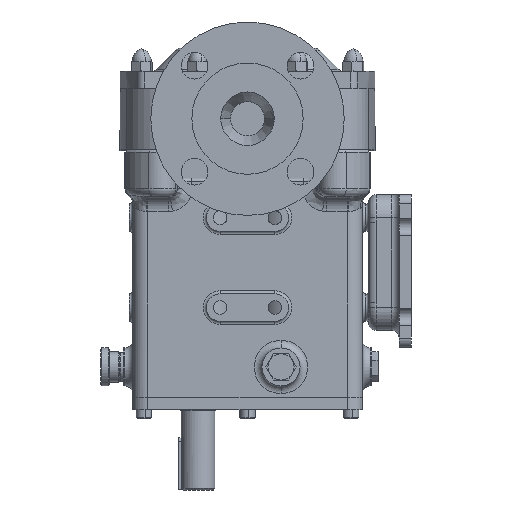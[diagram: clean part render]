
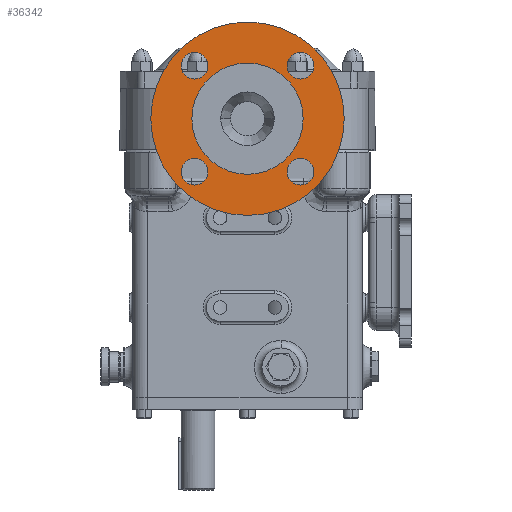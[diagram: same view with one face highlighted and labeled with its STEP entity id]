
A CAD part, left-side view. The second image highlights one B-rep face of the part: STEP entity #36342.
In plain terms, the highlighted face is planar.
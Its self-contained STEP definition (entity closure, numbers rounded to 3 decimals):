
#225 = CARTESIAN_POINT ( 'NONE',  ( -1.5, 0., 0. ) ) ;
#338 = DIRECTION ( 'NONE',  ( 1., 0., 0. ) ) ;
#390 = DIRECTION ( 'NONE',  ( 0., 0., 1. ) ) ;
#683 = VERTEX_POINT ( 'NONE', #39537 ) ;
#911 = DIRECTION ( 'NONE',  ( 0., 0., 1. ) ) ;
#1065 = AXIS2_PLACEMENT_3D ( 'NONE', #15274, #23516, #26066 ) ;
#1310 = EDGE_CURVE ( 'NONE', #15804, #32346, #12279, .T. ) ;
#1556 = CIRCLE ( 'NONE', #13610, 8.75 ) ;
#1631 = CARTESIAN_POINT ( 'NONE',  ( -1.5, 0., 63.5 ) ) ;
#1767 = DIRECTION ( 'NONE',  ( 1., 0., 0. ) ) ;
#1818 = EDGE_CURVE ( 'NONE', #27551, #13647, #23132, .T. ) ;
#1904 = CIRCLE ( 'NONE', #32291, 8.75 ) ;
#2119 = ORIENTED_EDGE ( 'NONE', *, *, #16977, .F. ) ;
#2415 = CARTESIAN_POINT ( 'NONE',  ( -1.5, 0., 0. ) ) ;
#2576 = AXIS2_PLACEMENT_3D ( 'NONE', #38872, #3572, #39284 ) ;
#3235 = FACE_BOUND ( 'NONE', #20556, .T. ) ;
#3555 = DIRECTION ( 'NONE',  ( 1., 0., 0. ) ) ;
#3572 = DIRECTION ( 'NONE',  ( 1., 0., 0. ) ) ;
#3884 = CIRCLE ( 'NONE', #30227, 8.75 ) ;
#4989 = DIRECTION ( 'NONE',  ( 0., 0., 1. ) ) ;
#5251 = CARTESIAN_POINT ( 'NONE',  ( -1.5, 34.79, 43.54 ) ) ;
#5786 = CARTESIAN_POINT ( 'NONE',  ( -1.5, -63.5, 0. ) ) ;
#6209 = FACE_BOUND ( 'NONE', #40119, .T. ) ;
#7103 = CARTESIAN_POINT ( 'NONE',  ( -1.5, -34.79, -34.79 ) ) ;
#7263 = VERTEX_POINT ( 'NONE', #1631 ) ;
#7382 = EDGE_LOOP ( 'NONE', ( #35693, #18236 ) ) ;
#7525 = EDGE_CURVE ( 'NONE', #41092, #25543, #10515, .T. ) ;
#8064 = ORIENTED_EDGE ( 'NONE', *, *, #23917, .F. ) ;
#8983 = FACE_BOUND ( 'NONE', #29746, .T. ) ;
#9383 = DIRECTION ( 'NONE',  ( 0., 0., -1. ) ) ;
#9491 = CARTESIAN_POINT ( 'NONE',  ( -1.5, -34.79, 34.79 ) ) ;
#9567 = AXIS2_PLACEMENT_3D ( 'NONE', #9491, #22433, #35297 ) ;
#9755 = VERTEX_POINT ( 'NONE', #30350 ) ;
#9806 = CIRCLE ( 'NONE', #32084, 63.5 ) ;
#9888 = CARTESIAN_POINT ( 'NONE',  ( -1.5, -34.79, -26.04 ) ) ;
#9910 = CARTESIAN_POINT ( 'NONE',  ( -1.5, 0., -63.5 ) ) ;
#10458 = ORIENTED_EDGE ( 'NONE', *, *, #11645, .T. ) ;
#10503 = CIRCLE ( 'NONE', #1065, 8.75 ) ;
#10515 = CIRCLE ( 'NONE', #39532, 36.55 ) ;
#11645 = EDGE_CURVE ( 'NONE', #7263, #13338, #38339, .T. ) ;
#11681 = CIRCLE ( 'NONE', #25220, 8.75 ) ;
#12279 = CIRCLE ( 'NONE', #26472, 8.75 ) ;
#12570 = DIRECTION ( 'NONE',  ( -1., 0., 0. ) ) ;
#13338 = VERTEX_POINT ( 'NONE', #9910 ) ;
#13610 = AXIS2_PLACEMENT_3D ( 'NONE', #28953, #3555, #390 ) ;
#13647 = VERTEX_POINT ( 'NONE', #5251 ) ;
#14873 = DIRECTION ( 'NONE',  ( 0., 0., 1. ) ) ;
#14930 = EDGE_CURVE ( 'NONE', #13647, #27551, #3884, .T. ) ;
#15154 = DIRECTION ( 'NONE',  ( 0., 0., 1. ) ) ;
#15274 = CARTESIAN_POINT ( 'NONE',  ( -1.5, 34.79, -34.79 ) ) ;
#15804 = VERTEX_POINT ( 'NONE', #9888 ) ;
#15996 = EDGE_LOOP ( 'NONE', ( #25621, #19911 ) ) ;
#16087 = DIRECTION ( 'NONE',  ( 1., 0., 0. ) ) ;
#16319 = CIRCLE ( 'NONE', #9567, 8.75 ) ;
#16977 = EDGE_CURVE ( 'NONE', #683, #34123, #11681, .T. ) ;
#17037 = CARTESIAN_POINT ( 'NONE',  ( -1.5, 0., 0. ) ) ;
#17613 = DIRECTION ( 'NONE',  ( 1., 0., 0. ) ) ;
#17748 = CARTESIAN_POINT ( 'NONE',  ( -1.5, 0., 36.55 ) ) ;
#18236 = ORIENTED_EDGE ( 'NONE', *, *, #7525, .F. ) ;
#19190 = AXIS2_PLACEMENT_3D ( 'NONE', #5786, #12570, #9383 ) ;
#19911 = ORIENTED_EDGE ( 'NONE', *, *, #32418, .F. ) ;
#19963 = CARTESIAN_POINT ( 'NONE',  ( -1.5, 34.79, -34.79 ) ) ;
#20556 = EDGE_LOOP ( 'NONE', ( #2119, #29234 ) ) ;
#21749 = DIRECTION ( 'NONE',  ( 1., 0., 0. ) ) ;
#22263 = DIRECTION ( 'NONE',  ( 0., 0., 1. ) ) ;
#22433 = DIRECTION ( 'NONE',  ( 1., 0., 0. ) ) ;
#22818 = CARTESIAN_POINT ( 'NONE',  ( -1.5, 34.79, -43.54 ) ) ;
#23132 = CIRCLE ( 'NONE', #32546, 8.75 ) ;
#23516 = DIRECTION ( 'NONE',  ( 1., 0., 0. ) ) ;
#23917 = EDGE_CURVE ( 'NONE', #32346, #15804, #1904, .T. ) ;
#24576 = EDGE_LOOP ( 'NONE', ( #10458, #30391 ) ) ;
#25094 = FACE_OUTER_BOUND ( 'NONE', #24576, .T. ) ;
#25220 = AXIS2_PLACEMENT_3D ( 'NONE', #19963, #17613, #911 ) ;
#25543 = VERTEX_POINT ( 'NONE', #17748 ) ;
#25621 = ORIENTED_EDGE ( 'NONE', *, *, #32478, .F. ) ;
#26066 = DIRECTION ( 'NONE',  ( 0., 0., 1. ) ) ;
#26472 = AXIS2_PLACEMENT_3D ( 'NONE', #7103, #35890, #29535 ) ;
#27169 = CARTESIAN_POINT ( 'NONE',  ( -1.5, -34.79, -34.79 ) ) ;
#27551 = VERTEX_POINT ( 'NONE', #41511 ) ;
#27564 = DIRECTION ( 'NONE',  ( 1., 0., 0. ) ) ;
#27799 = DIRECTION ( 'NONE',  ( 0., 0., 1. ) ) ;
#27922 = CARTESIAN_POINT ( 'NONE',  ( -1.5, -34.79, -43.54 ) ) ;
#28057 = CARTESIAN_POINT ( 'NONE',  ( -1.5, 34.79, 34.79 ) ) ;
#28599 = ORIENTED_EDGE ( 'NONE', *, *, #14930, .F. ) ;
#28846 = FACE_BOUND ( 'NONE', #15996, .T. ) ;
#28953 = CARTESIAN_POINT ( 'NONE',  ( -1.5, -34.79, 34.79 ) ) ;
#29234 = ORIENTED_EDGE ( 'NONE', *, *, #38985, .F. ) ;
#29333 = AXIS2_PLACEMENT_3D ( 'NONE', #225, #16087, #22263 ) ;
#29535 = DIRECTION ( 'NONE',  ( 0., 0., 1. ) ) ;
#29746 = EDGE_LOOP ( 'NONE', ( #28599, #33332 ) ) ;
#29917 = DIRECTION ( 'NONE',  ( 0., 0., 1. ) ) ;
#29976 = CIRCLE ( 'NONE', #29333, 36.55 ) ;
#30227 = AXIS2_PLACEMENT_3D ( 'NONE', #28057, #21749, #15154 ) ;
#30350 = CARTESIAN_POINT ( 'NONE',  ( -1.5, -34.79, 43.54 ) ) ;
#30391 = ORIENTED_EDGE ( 'NONE', *, *, #38495, .T. ) ;
#30939 = CARTESIAN_POINT ( 'NONE',  ( -1.5, 34.79, 34.79 ) ) ;
#32084 = AXIS2_PLACEMENT_3D ( 'NONE', #2415, #33953, #4989 ) ;
#32291 = AXIS2_PLACEMENT_3D ( 'NONE', #27169, #27564, #14873 ) ;
#32346 = VERTEX_POINT ( 'NONE', #27922 ) ;
#32418 = EDGE_CURVE ( 'NONE', #40069, #9755, #16319, .T. ) ;
#32478 = EDGE_CURVE ( 'NONE', #9755, #40069, #1556, .T. ) ;
#32546 = AXIS2_PLACEMENT_3D ( 'NONE', #30939, #1767, #27799 ) ;
#33332 = ORIENTED_EDGE ( 'NONE', *, *, #1818, .F. ) ;
#33779 = CARTESIAN_POINT ( 'NONE',  ( -1.5, -34.79, 26.04 ) ) ;
#33953 = DIRECTION ( 'NONE',  ( 1., 0., 0. ) ) ;
#34123 = VERTEX_POINT ( 'NONE', #22818 ) ;
#34469 = ORIENTED_EDGE ( 'NONE', *, *, #1310, .F. ) ;
#35154 = EDGE_CURVE ( 'NONE', #25543, #41092, #29976, .T. ) ;
#35297 = DIRECTION ( 'NONE',  ( 0., 0., 1. ) ) ;
#35693 = ORIENTED_EDGE ( 'NONE', *, *, #35154, .F. ) ;
#35890 = DIRECTION ( 'NONE',  ( 1., 0., 0. ) ) ;
#36342 = ADVANCED_FACE ( 'NONE', ( #3235, #8983, #28846, #6209, #41090, #25094 ), #37954, .F. ) ;
#37954 = PLANE ( 'NONE',  #19190 ) ;
#38339 = CIRCLE ( 'NONE', #2576, 63.5 ) ;
#38495 = EDGE_CURVE ( 'NONE', #13338, #7263, #9806, .T. ) ;
#38872 = CARTESIAN_POINT ( 'NONE',  ( -1.5, 0., 0. ) ) ;
#38985 = EDGE_CURVE ( 'NONE', #34123, #683, #10503, .T. ) ;
#39284 = DIRECTION ( 'NONE',  ( 0., 0., 1. ) ) ;
#39532 = AXIS2_PLACEMENT_3D ( 'NONE', #17037, #338, #29917 ) ;
#39537 = CARTESIAN_POINT ( 'NONE',  ( -1.5, 34.79, -26.04 ) ) ;
#40069 = VERTEX_POINT ( 'NONE', #33779 ) ;
#40119 = EDGE_LOOP ( 'NONE', ( #34469, #8064 ) ) ;
#41090 = FACE_BOUND ( 'NONE', #7382, .T. ) ;
#41092 = VERTEX_POINT ( 'NONE', #41594 ) ;
#41511 = CARTESIAN_POINT ( 'NONE',  ( -1.5, 34.79, 26.04 ) ) ;
#41594 = CARTESIAN_POINT ( 'NONE',  ( -1.5, 0., -36.55 ) ) ;
